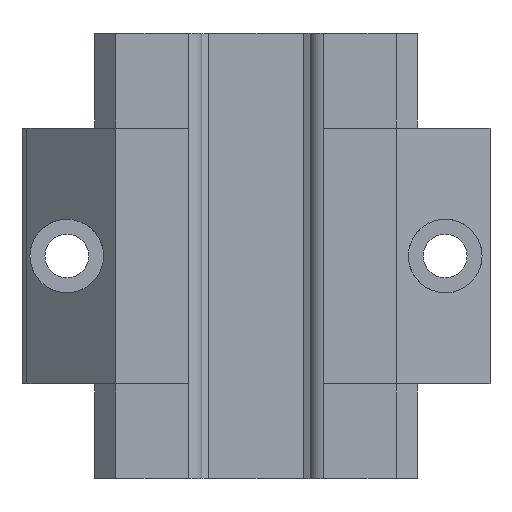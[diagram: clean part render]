
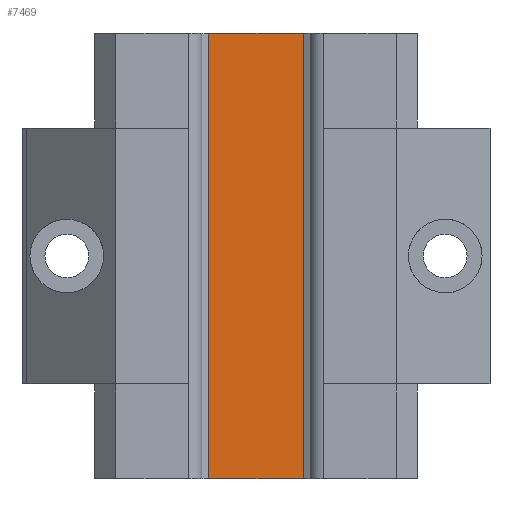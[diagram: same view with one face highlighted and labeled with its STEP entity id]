
A CAD part, front view. The second image highlights one B-rep face of the part: STEP entity #7469.
In plain terms, the highlighted planar face has unit normal (0, -1, 0).
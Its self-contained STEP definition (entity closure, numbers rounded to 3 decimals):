
#1045 = CARTESIAN_POINT ( 'NONE',  ( 7.136, -7.5, 26.82 ) ) ;
#1049 = DIRECTION ( 'NONE',  ( 0., 0., -1. ) ) ;
#1097 = CARTESIAN_POINT ( 'NONE',  ( -7.136, -7.5, 26.82 ) ) ;
#1098 = DIRECTION ( 'NONE',  ( 0., 0., 1. ) ) ;
#1913 = LINE ( 'NONE', #1045, #1920 ) ;
#1920 = VECTOR ( 'NONE', #1049, 1000. ) ;
#1944 = LINE ( 'NONE', #1097, #1958 ) ;
#1958 = VECTOR ( 'NONE', #1098, 1000. ) ;
#1994 = LINE ( 'NONE', #2446, #1996 ) ;
#1996 = VECTOR ( 'NONE', #2447, 1000. ) ;
#2038 = LINE ( 'NONE', #2501, #2039 ) ;
#2039 = VECTOR ( 'NONE', #2502, 1000. ) ;
#2326 = FACE_OUTER_BOUND ( 'NONE', #5358, .T. ) ;
#2446 = CARTESIAN_POINT ( 'NONE',  ( 7.136, -7.5, 22.35 ) ) ;
#2447 = DIRECTION ( 'NONE',  ( 1., 0., 0. ) ) ;
#2501 = CARTESIAN_POINT ( 'NONE',  ( 0., -7.5, -22.35 ) ) ;
#2502 = DIRECTION ( 'NONE',  ( 1., 0., 0. ) ) ;
#2895 = CARTESIAN_POINT ( 'NONE',  ( 7.136, -7.5, 26.82 ) ) ;
#2896 = PLANE ( 'NONE',  #3215 ) ;
#2898 = DIRECTION ( 'NONE',  ( 0., 1., 0. ) ) ;
#2899 = DIRECTION ( 'NONE',  ( 0., 0., 1. ) ) ;
#3215 = AXIS2_PLACEMENT_3D ( 'NONE', #2895, #2898, #2899 ) ;
#3721 = VERTEX_POINT ( 'NONE', #4333 ) ;
#3777 = VERTEX_POINT ( 'NONE', #4277 ) ;
#3778 = VERTEX_POINT ( 'NONE', #4276 ) ;
#3779 = VERTEX_POINT ( 'NONE', #4275 ) ;
#4275 = CARTESIAN_POINT ( 'NONE',  ( 7.136, -7.5, -22.35 ) ) ;
#4276 = CARTESIAN_POINT ( 'NONE',  ( 7.136, -7.5, 22.35 ) ) ;
#4277 = CARTESIAN_POINT ( 'NONE',  ( -7.136, -7.5, -22.35 ) ) ;
#4333 = CARTESIAN_POINT ( 'NONE',  ( -7.136, -7.5, 22.35 ) ) ;
#5358 = EDGE_LOOP ( 'NONE', ( #7756, #7757, #7758, #7759 ) ) ;
#6303 = EDGE_CURVE ( 'NONE', #3778, #3779, #1913, .T. ) ;
#6325 = EDGE_CURVE ( 'NONE', #3777, #3721, #1944, .T. ) ;
#6348 = EDGE_CURVE ( 'NONE', #3721, #3778, #1994, .T. ) ;
#6373 = EDGE_CURVE ( 'NONE', #3777, #3779, #2038, .T. ) ;
#7469 = ADVANCED_FACE ( 'NONE', ( #2326 ), #2896, .F. ) ;
#7756 = ORIENTED_EDGE ( 'NONE', *, *, #6373, .T. ) ;
#7757 = ORIENTED_EDGE ( 'NONE', *, *, #6303, .F. ) ;
#7758 = ORIENTED_EDGE ( 'NONE', *, *, #6348, .F. ) ;
#7759 = ORIENTED_EDGE ( 'NONE', *, *, #6325, .F. ) ;
